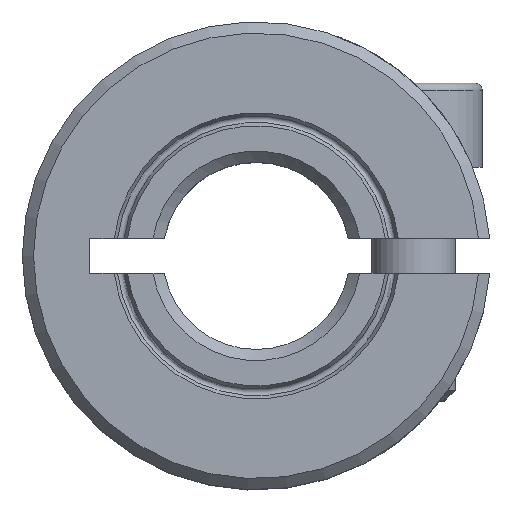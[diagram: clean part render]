
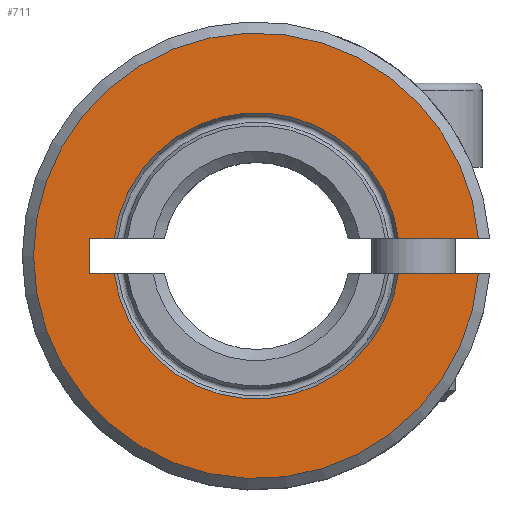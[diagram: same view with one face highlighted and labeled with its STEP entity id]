
A CAD part, top view. The second image highlights one B-rep face of the part: STEP entity #711.
In plain terms, the highlighted planar face has unit normal (0, 0, 1).
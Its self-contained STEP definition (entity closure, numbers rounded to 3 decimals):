
#33=PLANE($,#781);
#52=LINE($,#1178,#87);
#61=LINE($,#1238,#96);
#63=LINE($,#1245,#98);
#66=LINE($,#1269,#101);
#67=LINE($,#1272,#102);
#87=VECTOR($,#860,2.714);
#96=VECTOR($,#905,1.191);
#98=VECTOR($,#909,0.833);
#101=VECTOR($,#928,2.714);
#102=VECTOR($,#931,0.833);
#193=CIRCLE($,#770,7.557);
#194=CIRCLE($,#775,4.855);
#198=CIRCLE($,#782,4.855);
#226=FACE_OUTER_BOUND($,#273,.T.);
#273=EDGE_LOOP($,(#588,#589,#590,#591,#592,#593,#594,#595));
#330=VERTEX_POINT($,#1155);
#335=VERTEX_POINT($,#1174);
#348=VERTEX_POINT($,#1225);
#349=VERTEX_POINT($,#1235);
#350=VERTEX_POINT($,#1237);
#351=VERTEX_POINT($,#1241);
#358=VERTEX_POINT($,#1268);
#359=VERTEX_POINT($,#1270);
#411=EDGE_CURVE($,#330,#335,#52,.T.);
#430=EDGE_CURVE($,#348,#335,#193,.T.);
#434=EDGE_CURVE($,#349,#350,#61,.T.);
#437=EDGE_CURVE($,#351,#349,#63,.T.);
#438=EDGE_CURVE($,#351,#330,#194,.T.);
#446=EDGE_CURVE($,#348,#358,#66,.T.);
#447=EDGE_CURVE($,#358,#359,#198,.T.);
#448=EDGE_CURVE($,#359,#350,#67,.T.);
#588=ORIENTED_EDGE($,*,*,#438,.T.);
#589=ORIENTED_EDGE($,*,*,#411,.T.);
#590=ORIENTED_EDGE($,*,*,#430,.F.);
#591=ORIENTED_EDGE($,*,*,#446,.T.);
#592=ORIENTED_EDGE($,*,*,#447,.T.);
#593=ORIENTED_EDGE($,*,*,#448,.T.);
#594=ORIENTED_EDGE($,*,*,#434,.F.);
#595=ORIENTED_EDGE($,*,*,#437,.F.);
#711=ADVANCED_FACE($,(#226),#33,.T.);
#770=AXIS2_PLACEMENT_3D($,#1226,#898,#899);
#775=AXIS2_PLACEMENT_3D($,#1247,#912,#913);
#781=AXIS2_PLACEMENT_3D($,#1267,#926,#927);
#782=AXIS2_PLACEMENT_3D($,#1271,#929,#930);
#860=DIRECTION($,(1.,0.,0.));
#898=DIRECTION('center_axis',(0.,0.,
-1.));
#899=DIRECTION('ref_axis',(-1.,0.,0.));
#905=DIRECTION($,(0.,-1.,0.));
#909=DIRECTION($,(-1.,0.,0.));
#912=DIRECTION('center_axis',(0.,0.,
-1.));
#913=DIRECTION('ref_axis',(-0.992,0.123,0.));
#926=DIRECTION('center_axis',(0.,0.,1.));
#927=DIRECTION('ref_axis',(1.,0.,0.));
#928=DIRECTION($,(-1.,0.,0.));
#929=DIRECTION('center_axis',(0.,0.,
-1.));
#930=DIRECTION('ref_axis',(0.992,-0.123,0.));
#931=DIRECTION($,(-1.,0.,0.));
#1155=CARTESIAN_POINT('',(4.819,0.595,7.137));
#1174=CARTESIAN_POINT('',(7.533,0.595,7.137));
#1178=CARTESIAN_POINT($,(4.819,0.595,7.137));
#1225=CARTESIAN_POINT('',(7.533,-0.595,7.137));
#1226=CARTESIAN_POINT('Origin',(0.,0.,
7.137));
#1235=CARTESIAN_POINT('',(-5.652,0.595,7.137));
#1237=CARTESIAN_POINT('',(-5.652,-0.595,7.137));
#1238=CARTESIAN_POINT($,(-5.652,0.595,7.137));
#1241=CARTESIAN_POINT('',(-4.819,0.595,7.137));
#1245=CARTESIAN_POINT($,(-4.819,0.595,7.137));
#1247=CARTESIAN_POINT('Origin',(0.,0.,
7.137));
#1267=CARTESIAN_POINT('Origin',(-0.012,-7.647,7.137));
#1268=CARTESIAN_POINT('',(4.819,-0.595,7.137));
#1269=CARTESIAN_POINT($,(7.533,-0.595,7.137));
#1270=CARTESIAN_POINT('',(-4.819,-0.595,7.137));
#1271=CARTESIAN_POINT('Origin',(0.,0.,
7.137));
#1272=CARTESIAN_POINT($,(-4.819,-0.595,7.137));
